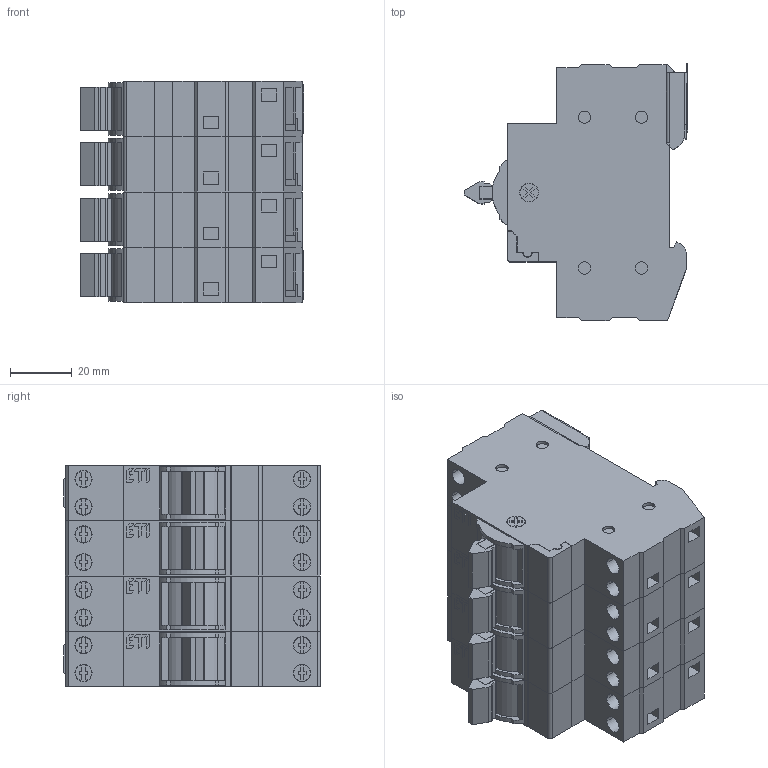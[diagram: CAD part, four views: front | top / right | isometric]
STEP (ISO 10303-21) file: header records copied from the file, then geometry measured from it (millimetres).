
FILE_DESCRIPTION((''),'2;1');
FILE_NAME('SSQ_1P_ASM','2022-06-10T12:35:03',('klemen.sitar'),('Audax d.o.o.'),'CREO PARAMETRIC BY PTC INC, 2021304','CREO PARAMETRIC BY PTC INC, 2021304','');
FILE_SCHEMA(('AP242_MANAGED_MODEL_BASED_3D_ENGINEERING_MIM_LF { 1 0 10303 442 1 1 4 }'));
Products named in the file (34): SSQ1P_0_1; PART_02__0_1; LEVER_CAP_1P_0_1; PLATE_1P_0_0; SNAPPING_UNIT_0_1; SPRING_0_1; ETI_LOGO; SSQ1P_0_1_1; PART_02__0_1_1; LEVER_CAP_1P_0_1_1; PLATE_1P_0_0_1; ETI_LOGO_1_1; ETI_LOGO_1_2; ETI_LOGO_1_3; ETI_LOGO_1_ASM; SSQ1P_0_1_1_1; PART_02__0_1_1_1; LEVER_CAP_1P_0_1_1_1; PLATE_1P_0_0_1_1; ETI_LOGO_1_1_2_1; ETI_LOGO_1_1_2_2; ETI_LOGO_1_1_2_3; ETI_LOGO_1_1_2_ASM; SSQ1P_0_1_1_1_2_3; PART_02__0_1_1_1_2_3; LEVER_CAP_1P_0_1_1_1_2_3; PLATE_1P_0_0_1_1_2_3; SNAPPING_UNIT_0_1_1_1_2_3; SPRING_0_1_1_1_2_3; ETI_LOGO_1_1_2_3_4_5_1; ETI_LOGO_1_1_2_3_4_5_2; ETI_LOGO_1_1_2_3_4_5_3; ETI_LOGO_1_1_2_3_4_5_ASM; SSQ_1P_ASM
Assembly tree (45 placements, depth 3):
  SSQ_1P_ASM
    SSQ1P_0_1
    PART_02__0_1  x4
    LEVER_CAP_1P_0_1
    PLATE_1P_0_0
    SNAPPING_UNIT_0_1
    SPRING_0_1
    ETI_LOGO
    SSQ1P_0_1_1
    PART_02__0_1_1  x4
    LEVER_CAP_1P_0_1_1
    PLATE_1P_0_0_1
    ETI_LOGO_1_ASM
      ETI_LOGO_1_1
      ETI_LOGO_1_2
      ETI_LOGO_1_3
    SSQ1P_0_1_1_1
    PART_02__0_1_1_1  x4
    LEVER_CAP_1P_0_1_1_1
    PLATE_1P_0_0_1_1
    ETI_LOGO_1_1_2_ASM
      ETI_LOGO_1_1_2_1
      ETI_LOGO_1_1_2_2
      ETI_LOGO_1_1_2_3
    SSQ1P_0_1_1_1_2_3
    PART_02__0_1_1_1_2_3  x4
    LEVER_CAP_1P_0_1_1_1_2_3
    PLATE_1P_0_0_1_1_2_3
    SNAPPING_UNIT_0_1_1_1_2_3
    SPRING_0_1_1_1_2_3
    ETI_LOGO_1_1_2_3_4_5_ASM
      ETI_LOGO_1_1_2_3_4_5_1
      ETI_LOGO_1_1_2_3_4_5_2
      ETI_LOGO_1_1_2_3_4_5_3
Bounding box: 72.5 x 83.5 x 72 mm (x, y, z)
Volume: 275070.3 mm3; surface area: 70942.9 mm2
Topology: 44 solids, 44 shells, 1952 faces, 5064 edges, 3308 vertices
Faces by surface type: plane 1312, cylinder 448, bspline 192
Entity records: 98519 total; most frequent: CARTESIAN_POINT 32793, ORIENTED_EDGE 9120, DIRECTION 8486, PRESENTATION_STYLE_ASSIGNMENT 5280, STYLED_ITEM 5280, CURVE_STYLE 4598, EDGE_CURVE 4560, VECTOR 3244
